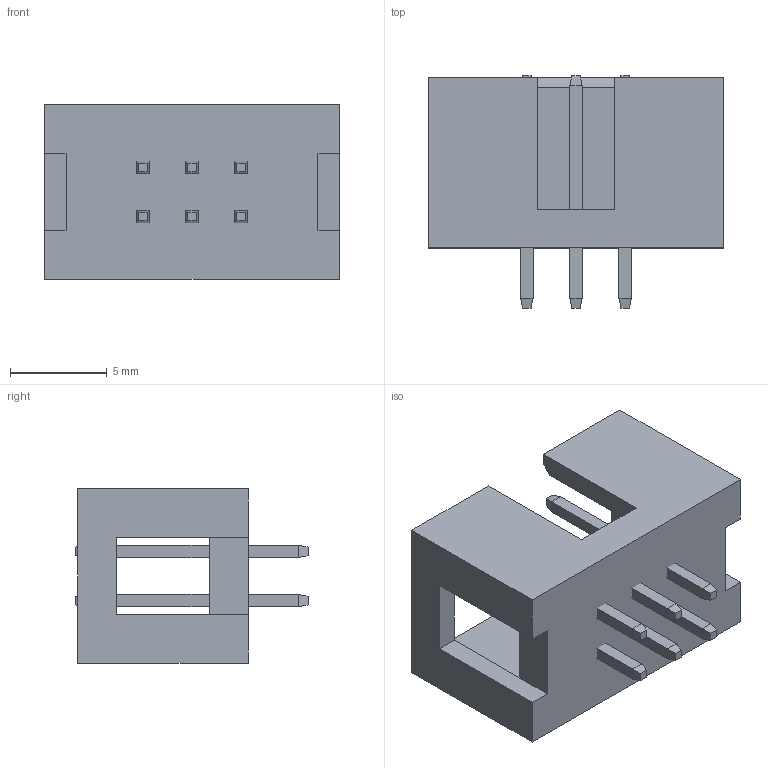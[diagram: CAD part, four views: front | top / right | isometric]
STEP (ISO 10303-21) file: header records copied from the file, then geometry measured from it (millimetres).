
FILE_DESCRIPTION (( 'STEP AP214' ), '1' );
FILE_NAME ('DS1013-06.STEP', '2023-01-17T07:29:39', ( '' ), ( '' ), 'SwSTEP 2.0', 'SolidWorks 2018', '' );
FILE_SCHEMA (( 'AUTOMOTIVE_DESIGN' ));
Length unit declared in the file: millimetre
Products named in the file (3): Pin^DS1013; Body^DS1013_DS1013-06; DS1013-06
Assembly tree (7 placements, depth 2):
  DS1013-06
    Body^DS1013_DS1013-06
    Pin^DS1013  x6
Bounding box: 15.22 x 12 x 9 mm (x, y, z)
Volume: 537.8 mm3; surface area: 1057.7 mm2
Topology: 7 solids, 7 shells, 111 faces, 247 edges, 146 vertices
Faces by surface type: plane 111
Entity records: 1371 total; most frequent: CARTESIAN_POINT 224, ORIENTED_EDGE 214, DIRECTION 209, VECTOR 107, EDGE_CURVE 107, LINE 107, VERTEX_POINT 66, AXIS2_PLACEMENT_3D 51
